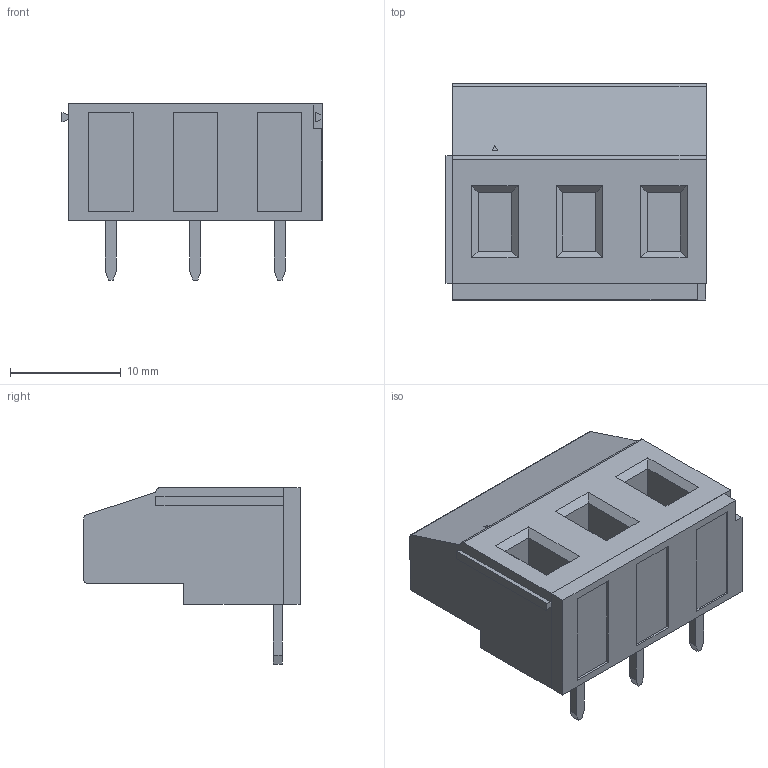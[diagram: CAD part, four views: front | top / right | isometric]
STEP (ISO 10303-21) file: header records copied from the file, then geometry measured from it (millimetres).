
FILE_DESCRIPTION (( 'STEP AP214' ), '1' );
FILE_NAME ('DG129R-7.62-03P-14-00AH.STEP', '2021-01-12T21:29:42', ( '' ), ( '' ), 'SwSTEP 2.0', 'SolidWorks 2020', '' );
FILE_SCHEMA (( 'AUTOMOTIVE_DESIGN' ));
Length unit declared in the file: millimetre
Products named in the file (1): DG129R-7.62-03P-14-00AH
Bounding box: 23.46 x 19.5 x 15.9 mm (x, y, z)
Volume: 3636.7 mm3; surface area: 2351.4 mm2
Topology: 1 solids, 1 shells, 502 faces, 1316 edges, 865 vertices
Faces by surface type: plane 273, bspline 181, cylinder 29, torus 15, cone 4
Entity records: 28302 total; most frequent: CARTESIAN_POINT 13013, ORIENTED_EDGE 2632, DIRECTION 1702, EDGE_CURVE 1316, VERTEX_POINT 865, VECTOR 838, LINE 838, EDGE_LOOP 551
